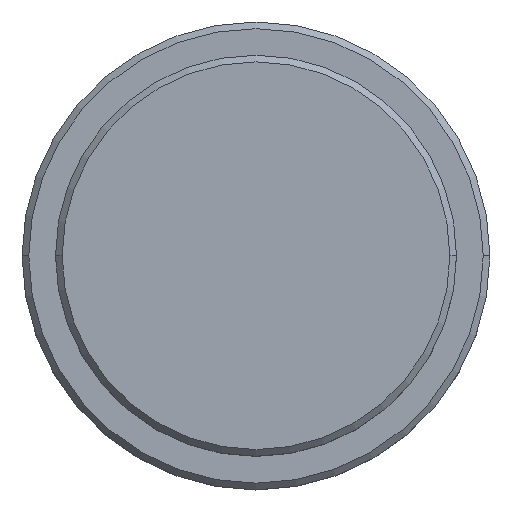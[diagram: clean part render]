
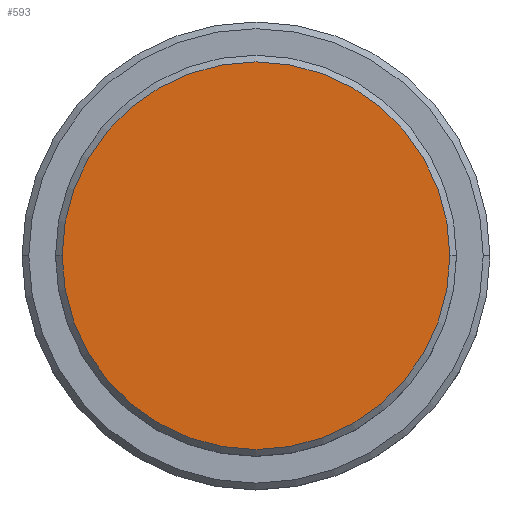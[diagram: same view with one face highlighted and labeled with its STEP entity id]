
A CAD part, top view. The second image highlights one B-rep face of the part: STEP entity #593.
In plain terms, the highlighted planar face has unit normal (0, 0, 1).
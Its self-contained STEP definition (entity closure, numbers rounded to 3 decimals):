
#36 = DIRECTION ( 'NONE',  ( 0., 0., 1. ) ) ;
#108 = CARTESIAN_POINT ( 'NONE',  ( 14.5, 0., 0. ) ) ;
#137 = CARTESIAN_POINT ( 'NONE',  ( 0., 0., 0. ) ) ;
#152 = CIRCLE ( 'NONE', #909, 14.5 ) ;
#218 = DIRECTION ( 'NONE',  ( 0., 0., 1. ) ) ;
#275 = VERTEX_POINT ( 'NONE', #108 ) ;
#368 = VERTEX_POINT ( 'NONE', #1416 ) ;
#406 = EDGE_CURVE ( 'NONE', #368, #275, #1141, .T. ) ;
#423 = DIRECTION ( 'NONE',  ( 1., 0., 0. ) ) ;
#482 = EDGE_LOOP ( 'NONE', ( #638, #891 ) ) ;
#516 = AXIS2_PLACEMENT_3D ( 'NONE', #137, #36, #572 ) ;
#572 = DIRECTION ( 'NONE',  ( 1., 0., 0. ) ) ;
#593 = ADVANCED_FACE ( 'NONE', ( #1155 ), #852, .T. ) ;
#638 = ORIENTED_EDGE ( 'NONE', *, *, #406, .T. ) ;
#852 = PLANE ( 'NONE',  #935 ) ;
#877 = CARTESIAN_POINT ( 'NONE',  ( 0., 0., 0. ) ) ;
#891 = ORIENTED_EDGE ( 'NONE', *, *, #1105, .T. ) ;
#909 = AXIS2_PLACEMENT_3D ( 'NONE', #877, #218, #423 ) ;
#935 = AXIS2_PLACEMENT_3D ( 'NONE', #1277, #1390, #1180 ) ;
#1105 = EDGE_CURVE ( 'NONE', #275, #368, #152, .T. ) ;
#1141 = CIRCLE ( 'NONE', #516, 14.5 ) ;
#1155 = FACE_OUTER_BOUND ( 'NONE', #482, .T. ) ;
#1180 = DIRECTION ( 'NONE',  ( 1., 0., 0. ) ) ;
#1277 = CARTESIAN_POINT ( 'NONE',  ( 0., 0., 0. ) ) ;
#1390 = DIRECTION ( 'NONE',  ( 0., 0., 1. ) ) ;
#1416 = CARTESIAN_POINT ( 'NONE',  ( -14.5, 0., 0. ) ) ;
